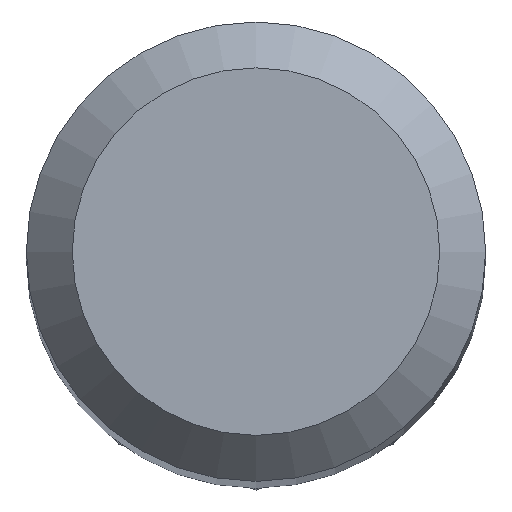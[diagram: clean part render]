
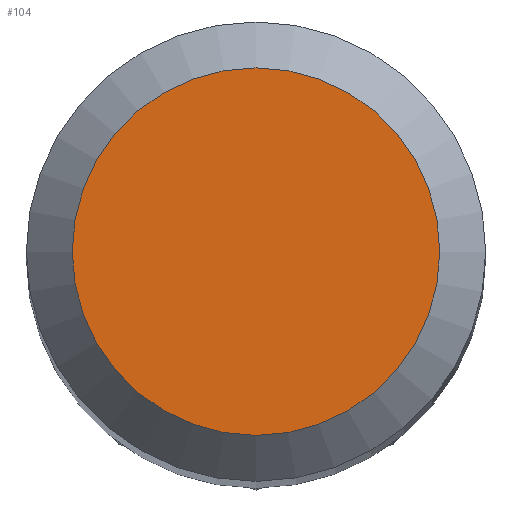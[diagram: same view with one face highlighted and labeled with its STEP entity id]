
A CAD part, top view. The second image highlights one B-rep face of the part: STEP entity #104.
In plain terms, the highlighted planar face has unit normal (0, 0, 1).
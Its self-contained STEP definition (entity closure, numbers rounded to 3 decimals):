
#104=ADVANCED_FACE('',(#112),#108,.T.);
#108=PLANE('',#273);
#112=FACE_OUTER_BOUND('',#128,.T.);
#128=EDGE_LOOP('',(#144));
#144=ORIENTED_EDGE('',*,*,#160,.T.);
#152=VERTEX_POINT('',#399);
#160=EDGE_CURVE('',#152,#152,#172,.T.);
#172=CIRCLE('',#271,4.);
#271=AXIS2_PLACEMENT_3D('',#398,#324,#325);
#273=AXIS2_PLACEMENT_3D('',#401,#328,#329);
#324=DIRECTION('',(0.,0.,1.));
#325=DIRECTION('',(0.,-1.,0.));
#328=DIRECTION('',(0.,0.,1.));
#329=DIRECTION('',(0.,-1.,0.));
#398=CARTESIAN_POINT('',(0.,0.,0.));
#399=CARTESIAN_POINT('',(0.,-4.,0.));
#401=CARTESIAN_POINT('',(0.,0.,0.));
